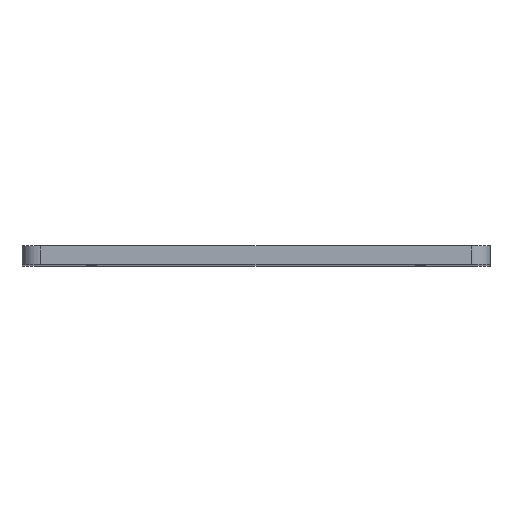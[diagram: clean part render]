
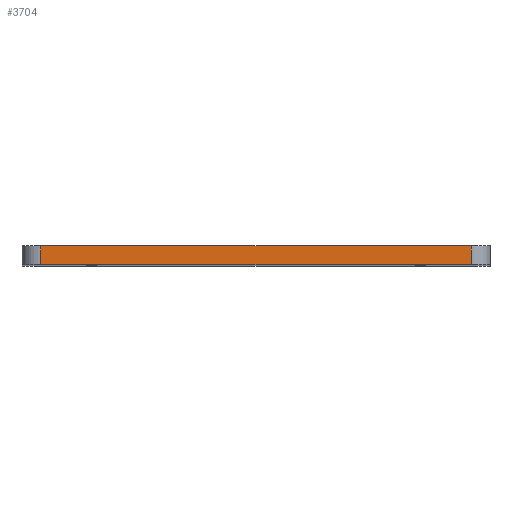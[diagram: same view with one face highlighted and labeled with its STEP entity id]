
A CAD part, top view. The second image highlights one B-rep face of the part: STEP entity #3704.
In plain terms, the highlighted planar face has unit normal (0, 0, 1).
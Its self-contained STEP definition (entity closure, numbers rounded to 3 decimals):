
#16 = EDGE_CURVE ( 'NONE', #199, #3767, #1873, .T. ) ;
#68 = DIRECTION ( 'NONE',  ( 0., 1., 0. ) ) ;
#137 = EDGE_CURVE ( 'NONE', #3767, #2175, #519, .T. ) ;
#199 = VERTEX_POINT ( 'NONE', #1198 ) ;
#519 = LINE ( 'NONE', #759, #1048 ) ;
#563 = VECTOR ( 'NONE', #2210, 1000. ) ;
#654 = CARTESIAN_POINT ( 'NONE',  ( 51.5, 4.5, 104. ) ) ;
#703 = ORIENTED_EDGE ( 'NONE', *, *, #16, .T. ) ;
#719 = CARTESIAN_POINT ( 'NONE',  ( -51.5, 4.5, 104. ) ) ;
#743 = DIRECTION ( 'NONE',  ( 0., -1., 0. ) ) ;
#751 = CARTESIAN_POINT ( 'NONE',  ( -51.5, 0., 104. ) ) ;
#759 = CARTESIAN_POINT ( 'NONE',  ( -56., 0., 104. ) ) ;
#813 = EDGE_CURVE ( 'NONE', #199, #3245, #3444, .T. ) ;
#989 = EDGE_CURVE ( 'NONE', #2175, #3245, #3290, .T. ) ;
#1048 = VECTOR ( 'NONE', #3141, 1000. ) ;
#1198 = CARTESIAN_POINT ( 'NONE',  ( -51.5, 4.5, 104. ) ) ;
#1208 = PLANE ( 'NONE',  #2199 ) ;
#1873 = LINE ( 'NONE', #719, #2884 ) ;
#2047 = ORIENTED_EDGE ( 'NONE', *, *, #989, .T. ) ;
#2057 = DIRECTION ( 'NONE',  ( 0., 0., -1. ) ) ;
#2175 = VERTEX_POINT ( 'NONE', #2744 ) ;
#2199 = AXIS2_PLACEMENT_3D ( 'NONE', #2965, #2057, #3539 ) ;
#2210 = DIRECTION ( 'NONE',  ( 1., 0., 0. ) ) ;
#2369 = FACE_OUTER_BOUND ( 'NONE', #3775, .T. ) ;
#2423 = CARTESIAN_POINT ( 'NONE',  ( 51.5, 4.5, 104. ) ) ;
#2744 = CARTESIAN_POINT ( 'NONE',  ( 51.5, 0., 104. ) ) ;
#2884 = VECTOR ( 'NONE', #743, 1000. ) ;
#2964 = VECTOR ( 'NONE', #68, 1000. ) ;
#2965 = CARTESIAN_POINT ( 'NONE',  ( -56., 4.5, 104. ) ) ;
#3141 = DIRECTION ( 'NONE',  ( 1., 0., 0. ) ) ;
#3245 = VERTEX_POINT ( 'NONE', #654 ) ;
#3290 = LINE ( 'NONE', #2423, #2964 ) ;
#3336 = ORIENTED_EDGE ( 'NONE', *, *, #137, .T. ) ;
#3444 = LINE ( 'NONE', #3701, #563 ) ;
#3539 = DIRECTION ( 'NONE',  ( -1., 0., 0. ) ) ;
#3588 = ORIENTED_EDGE ( 'NONE', *, *, #813, .F. ) ;
#3701 = CARTESIAN_POINT ( 'NONE',  ( -56., 4.5, 104. ) ) ;
#3704 = ADVANCED_FACE ( 'NONE', ( #2369 ), #1208, .F. ) ;
#3767 = VERTEX_POINT ( 'NONE', #751 ) ;
#3775 = EDGE_LOOP ( 'NONE', ( #3336, #2047, #3588, #703 ) ) ;
